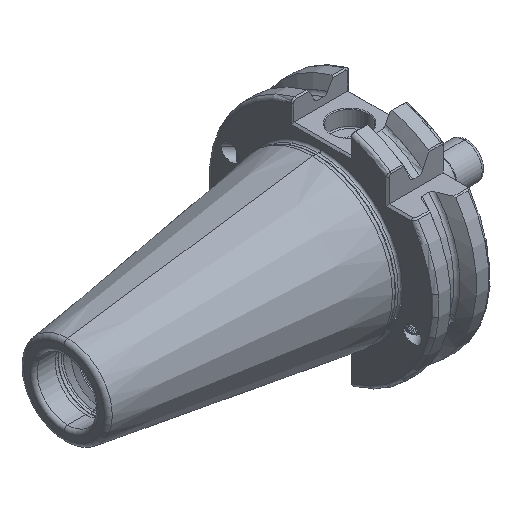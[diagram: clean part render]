
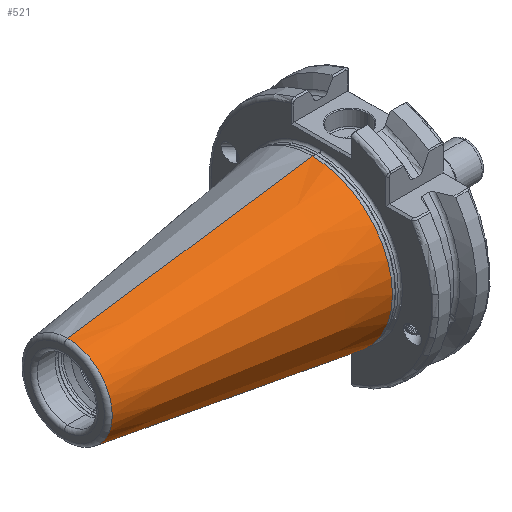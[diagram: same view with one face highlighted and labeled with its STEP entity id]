
A CAD part, isometric view. The second image highlights one B-rep face of the part: STEP entity #521.
In plain terms, the highlighted conical face has half-angle 8.297 degrees and reference radius 22.692 mm.
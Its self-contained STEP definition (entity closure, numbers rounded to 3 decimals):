
#521 = ADVANCED_FACE ( 'NONE', ( #18192 ), #1004, .T. ) ;
#641 = EDGE_LOOP ( 'NONE', ( #6273, #6274, #6272, #6276 ) ) ;
#1004 = CONICAL_SURFACE ( 'NONE', #18189, 22.692, 0.145 ) ;
#1055 = CIRCLE ( 'NONE', #12583, 12.4 ) ;
#1056 = CIRCLE ( 'NONE', #12581, 22.327 ) ;
#2030 = CARTESIAN_POINT ( 'NONE',  ( 0., 0., 0. ) ) ;
#2031 = DIRECTION ( 'NONE',  ( 1., 0., 0. ) ) ;
#2032 = DIRECTION ( 'NONE',  ( 0., 0., -1. ) ) ;
#3200 = EDGE_CURVE ( 'NONE', #4915, #4916, #1055, .T. ) ;
#3201 = EDGE_CURVE ( 'NONE', #4925, #4926, #1056, .T. ) ;
#4915 = VERTEX_POINT ( 'NONE', #5970 ) ;
#4916 = VERTEX_POINT ( 'NONE', #5971 ) ;
#4925 = VERTEX_POINT ( 'NONE', #5980 ) ;
#4926 = VERTEX_POINT ( 'NONE', #5981 ) ;
#5970 = CARTESIAN_POINT ( 'NONE',  ( -70.573, 0., 12.4 ) ) ;
#5971 = CARTESIAN_POINT ( 'NONE',  ( -70.573, 0., -12.4 ) ) ;
#5980 = CARTESIAN_POINT ( 'NONE',  ( -2.5, 0., 22.327 ) ) ;
#5981 = CARTESIAN_POINT ( 'NONE',  ( -2.5, 0., -22.327 ) ) ;
#6272 = ORIENTED_EDGE ( 'NONE', *, *, #17503, .T. ) ;
#6273 = ORIENTED_EDGE ( 'NONE', *, *, #17501, .F. ) ;
#6274 = ORIENTED_EDGE ( 'NONE', *, *, #3200, .T. ) ;
#6276 = ORIENTED_EDGE ( 'NONE', *, *, #3201, .F. ) ;
#6833 = LINE ( 'NONE', #6834, #7184 ) ;
#6834 = CARTESIAN_POINT ( 'NONE',  ( 0., 0., 22.692 ) ) ;
#6835 = DIRECTION ( 'NONE',  ( 0.99, 0., 0.144 ) ) ;
#6839 = LINE ( 'NONE', #6840, #7186 ) ;
#6840 = CARTESIAN_POINT ( 'NONE',  ( 0., 0., -22.692 ) ) ;
#6841 = DIRECTION ( 'NONE',  ( 0.99, 0., -0.144 ) ) ;
#7184 = VECTOR ( 'NONE', #6835, 1000. ) ;
#7186 = VECTOR ( 'NONE', #6841, 1000. ) ;
#12581 = AXIS2_PLACEMENT_3D ( 'NONE', #13300, #13301, #13302 ) ;
#12583 = AXIS2_PLACEMENT_3D ( 'NONE', #13297, #13298, #13299 ) ;
#13297 = CARTESIAN_POINT ( 'NONE',  ( -70.573, 0., 0. ) ) ;
#13298 = DIRECTION ( 'NONE',  ( 1., 0., 0. ) ) ;
#13299 = DIRECTION ( 'NONE',  ( 0., 0., 1. ) ) ;
#13300 = CARTESIAN_POINT ( 'NONE',  ( -2.5, 0., 0. ) ) ;
#13301 = DIRECTION ( 'NONE',  ( 1., 0., 0. ) ) ;
#13302 = DIRECTION ( 'NONE',  ( 0., 0., -1. ) ) ;
#17501 = EDGE_CURVE ( 'NONE', #4915, #4925, #6833, .T. ) ;
#17503 = EDGE_CURVE ( 'NONE', #4916, #4926, #6839, .T. ) ;
#18189 = AXIS2_PLACEMENT_3D ( 'NONE', #2030, #2031, #2032 ) ;
#18192 = FACE_OUTER_BOUND ( 'NONE', #641, .T. ) ;
